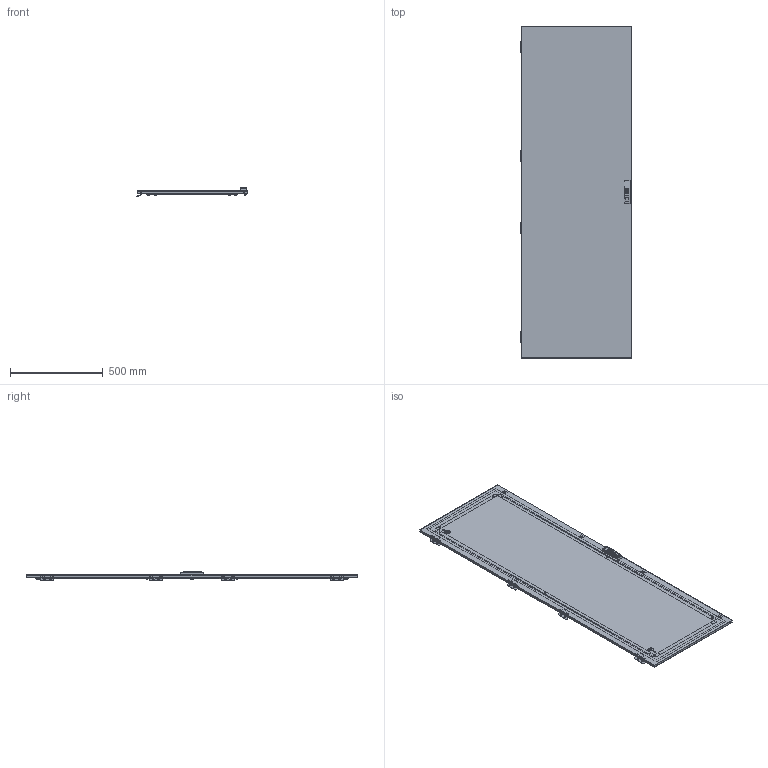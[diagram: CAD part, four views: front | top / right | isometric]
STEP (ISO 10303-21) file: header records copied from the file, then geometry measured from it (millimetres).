
FILE_DESCRIPTION (( 'STEP AP214' ), '1' );
FILE_NAME ('YKM40D-FO-DM-180-060 FORMAT Äâåðü ìåòàë. 1800õ600 IEK.STEP', '2024-09-25T09:40:36', ( '' ), ( '' ), 'SwSTEP 2.0', 'SolidWorks 2022', '' );
FILE_SCHEMA (( 'AUTOMOTIVE_DESIGN' ));
Length unit declared in the file: millimetre
Products named in the file (1): YKM40D-FO-DM-180-060 FORMAT Дверь метал. 1800х600 IEK
Bounding box: 597.88 x 1790 x 49.23 mm (x, y, z)
Volume: 77865.9 mm3; surface area: 2919751.5 mm2
Topology: 58 solids, 59 shells, 3563 faces, 9615 edges, 6232 vertices
Faces by surface type: plane 2265, cylinder 1014, cone 172, torus 55, bspline 30, sphere 27
Entity records: 137894 total; most frequent: CARTESIAN_POINT 25676, ORIENTED_EDGE 19178, DIRECTION 18473, EDGE_CURVE 9589, VECTOR 6743, LINE 6743, VERTEX_POINT 6228, AXIS2_PLACEMENT_3D 5865
